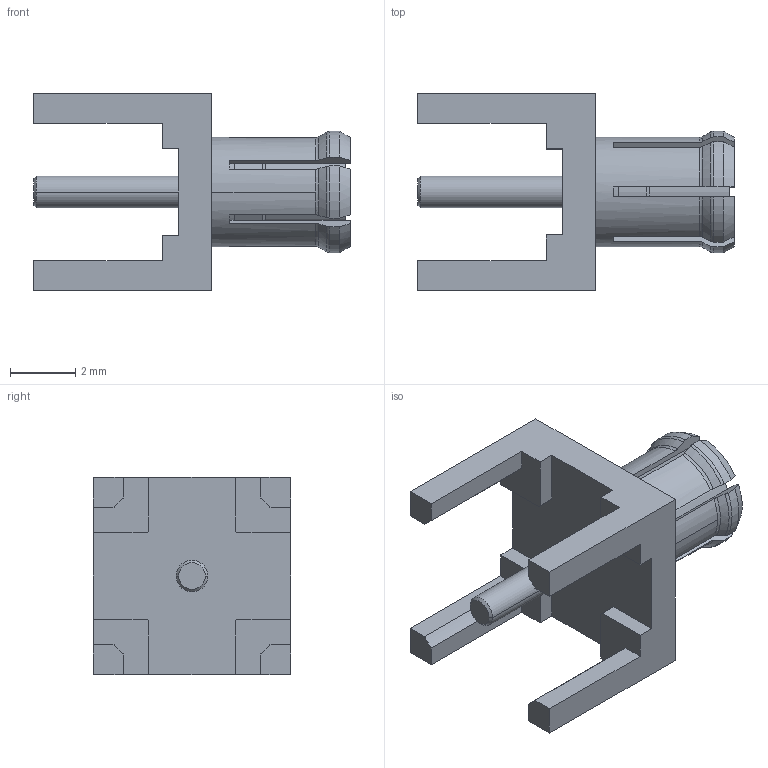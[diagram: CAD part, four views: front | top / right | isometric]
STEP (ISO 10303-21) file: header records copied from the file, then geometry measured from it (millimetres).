
FILE_DESCRIPTION((''),'2;1');
FILE_NAME('133-3801-211','2018-11-08T',('chwallace'),(''),'PRO/ENGINEER BY PARAMETRIC TECHNOLOGY CORPORATION, 2011490','PRO/ENGINEER BY PARAMETRIC TECHNOLOGY CORPORATION, 2011490','');
FILE_SCHEMA(('CONFIG_CONTROL_DESIGN'));
Length unit declared in the file: inch
Products named in the file (1): 133-3801-211
Bounding box: 9.7 x 6.05 x 6.05 mm (x, y, z)
Volume: 80.8 mm3; surface area: 305.6 mm2
Topology: 1 solids, 1 shells, 127 faces, 340 edges, 220 vertices
Faces by surface type: plane 59, cylinder 38, cone 18, torus 12
Entity records: 4100 total; most frequent: CARTESIAN_POINT 879, ORIENTED_EDGE 680, DIRECTION 656, EDGE_CURVE 340, AXIS2_PLACEMENT_3D 237, VERTEX_POINT 220, VECTOR 182, LINE 182
